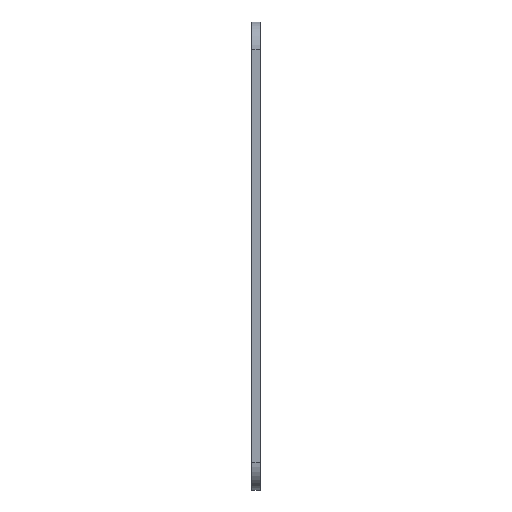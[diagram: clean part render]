
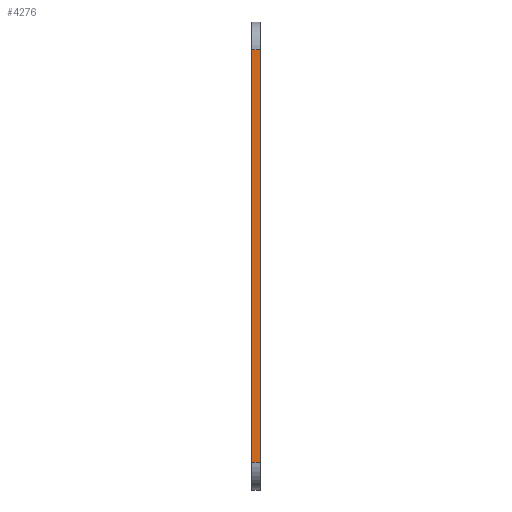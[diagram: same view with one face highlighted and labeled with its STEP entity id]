
A CAD part, left-side view. The second image highlights one B-rep face of the part: STEP entity #4276.
In plain terms, the highlighted planar face has unit normal (-1, 0, 0).
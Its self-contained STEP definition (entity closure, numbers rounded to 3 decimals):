
#677=FACE_OUTER_BOUND('',#927,.T.);
#927=EDGE_LOOP('',(#3773,#3774,#3775,#3776));
#1228=LINE('',#8300,#1568);
#1253=LINE('',#8401,#1593);
#1254=LINE('',#8404,#1594);
#1255=LINE('',#8405,#1595);
#1568=VECTOR('',#4833,10.);
#1593=VECTOR('',#4916,10.);
#1594=VECTOR('',#4919,10.);
#1595=VECTOR('',#4920,10.);
#1996=VERTEX_POINT('',#8296);
#1998=VERTEX_POINT('',#8299);
#2045=VERTEX_POINT('',#8399);
#2046=VERTEX_POINT('',#8403);
#2591=EDGE_CURVE('',#1996,#1998,#1228,.T.);
#2640=EDGE_CURVE('',#2045,#1996,#1253,.T.);
#2641=EDGE_CURVE('',#2046,#2045,#1254,.T.);
#2642=EDGE_CURVE('',#1998,#2046,#1255,.T.);
#3773=ORIENTED_EDGE('',*,*,#2640,.F.);
#3774=ORIENTED_EDGE('',*,*,#2641,.F.);
#3775=ORIENTED_EDGE('',*,*,#2642,.F.);
#3776=ORIENTED_EDGE('',*,*,#2591,.F.);
#4070=PLANE('',#4417);
#4276=ADVANCED_FACE('',(#677),#4070,.T.);
#4417=AXIS2_PLACEMENT_3D('',#8402,#4917,#4918);
#4833=DIRECTION('',(0.,0.,1.));
#4916=DIRECTION('',(0.,1.,0.));
#4917=DIRECTION('center_axis',(-1.,0.,0.));
#4918=DIRECTION('ref_axis',(0.,0.,1.));
#4919=DIRECTION('',(0.,0.,-1.));
#4920=DIRECTION('',(0.,-1.,0.));
#8296=CARTESIAN_POINT('',(-16.065,1.5,-10.798));
#8299=CARTESIAN_POINT('',(-16.065,1.5,63.094));
#8300=CARTESIAN_POINT('',(-16.065,1.5,68.094));
#8399=CARTESIAN_POINT('',(-16.065,0.,-10.798));
#8401=CARTESIAN_POINT('',(-16.065,0.,-10.798));
#8402=CARTESIAN_POINT('Origin',(-16.065,0.,-15.798));
#8403=CARTESIAN_POINT('',(-16.065,0.,63.094));
#8404=CARTESIAN_POINT('',(-16.065,0.,68.094));
#8405=CARTESIAN_POINT('',(-16.065,0.,63.094));
